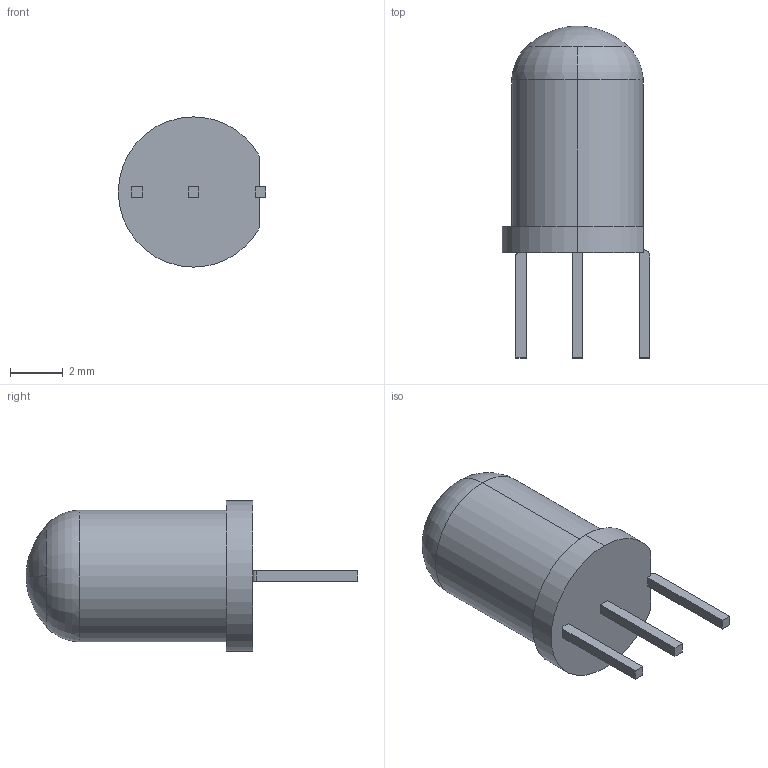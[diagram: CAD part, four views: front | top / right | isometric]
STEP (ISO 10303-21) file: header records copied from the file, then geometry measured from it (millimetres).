
FILE_DESCRIPTION (( 'STEP AP214' ), '1' );
FILE_NAME ('everlight-5MM-LED-RG.STEP', '2019-07-18T14:39:23', ( '' ), ( '' ), 'SwSTEP 2.0', 'SolidWorks 2019', '' );
FILE_SCHEMA (( 'AUTOMOTIVE_DESIGN' ));
Length unit declared in the file: millimetre
Products named in the file (1): everlight-5MM-LED-RG
Bounding box: 5.59 x 12.6 x 5.7 mm (x, y, z)
Volume: 162.3 mm3; surface area: 189 mm2
Topology: 1 solids, 1 shells, 29 faces, 73 edges, 47 vertices
Faces by surface type: plane 18, cylinder 7, torus 2, bspline 2
Entity records: 1071 total; most frequent: CARTESIAN_POINT 202, DIRECTION 149, ORIENTED_EDGE 142, EDGE_CURVE 71, AXIS2_PLACEMENT_3D 50, VECTOR 49, LINE 49, VERTEX_POINT 47
